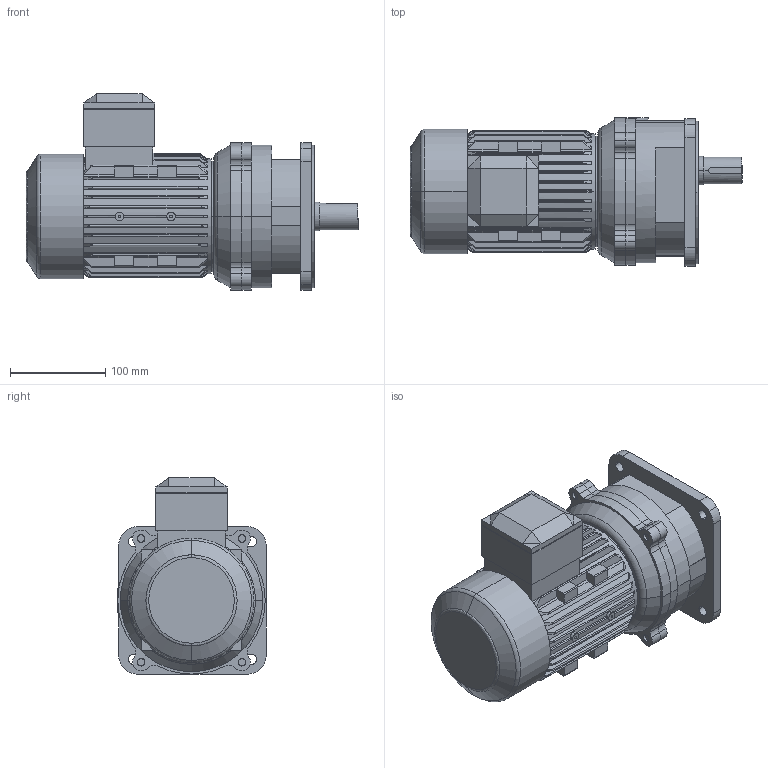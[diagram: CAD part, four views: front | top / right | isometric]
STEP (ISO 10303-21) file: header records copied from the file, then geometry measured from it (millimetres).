
FILE_DESCRIPTION(('STEP AP214'),'1');
FILE_NAME('EK2DO07864_2.stp','2024-02-28T06:35:14',(' '),(' '),'Spatial InterOp 3D',' ',' ');
FILE_SCHEMA(('automotive_design'));
Length unit declared in the file: millimetre
Products named in the file (6): EK2DO07864_2; ____ ______ 400W 400W(B5); 0.4kW_MB_DKA0800235_DWG_000_20191224; 0.4kW_CASING_V_DKA0102481_DWG_000_20191224; 0.4KW____oa_0__; BOLT3
Assembly tree (8 placements, depth 2):
  EK2DO07864_2
    ____ ______ 400W 400W(B5)
    0.4kW_MB_DKA0800235_DWG_000_20191224
    0.4kW_CASING_V_DKA0102481_DWG_000_20191224
    0.4KW____oa_0__
    BOLT3  x4
Bounding box: 349 x 156 x 206.3 mm (x, y, z)
Volume: 4473880.8 mm3; surface area: 351241 mm2
Topology: 8 solids, 11 shells, 703 faces, 1837 edges, 1217 vertices
Faces by surface type: plane 342, cylinder 248, cone 94, bspline 15, torus 4
Entity records: 28060 total; most frequent: CARTESIAN_POINT 6319, ORIENTED_EDGE 3470, DIRECTION 3349, EDGE_CURVE 1735, AXIS2_PLACEMENT_3D 1251, VERTEX_POINT 1151, LINE 847, VECTOR 847
